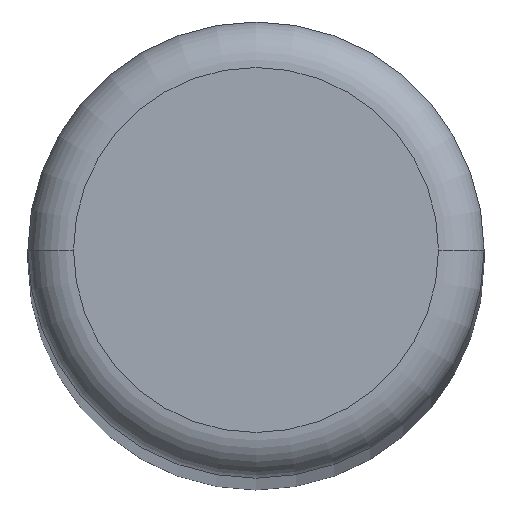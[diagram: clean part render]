
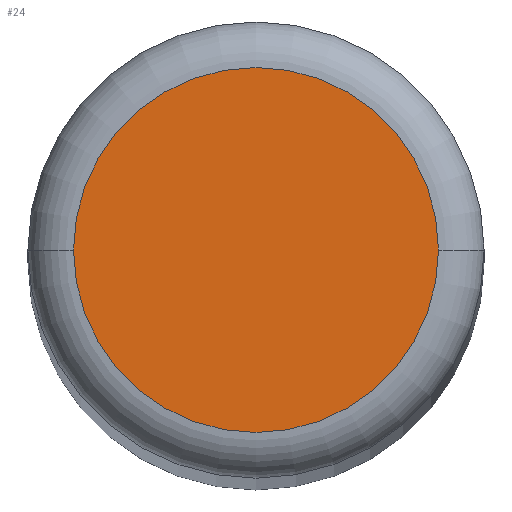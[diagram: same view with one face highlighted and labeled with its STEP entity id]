
A CAD part, top view. The second image highlights one B-rep face of the part: STEP entity #24.
In plain terms, the highlighted planar face has unit normal (0, 0, 1).
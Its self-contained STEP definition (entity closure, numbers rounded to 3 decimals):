
#9 = ORIENTED_EDGE ( 'NONE', *, *, #106, .T. ) ;
#11 = CARTESIAN_POINT ( 'NONE',  ( 0., 0., 30. ) ) ;
#12 = DIRECTION ( 'NONE',  ( 1., 0., 0. ) ) ;
#22 = VERTEX_POINT ( 'NONE', #252 ) ;
#23 = ORIENTED_EDGE ( 'NONE', *, *, #78, .T. ) ;
#24 = ADVANCED_FACE ( 'NONE', ( #262 ), #185, .T. ) ;
#28 = VERTEX_POINT ( 'NONE', #119 ) ;
#35 = EDGE_LOOP ( 'NONE', ( #9, #23 ) ) ;
#51 = AXIS2_PLACEMENT_3D ( 'NONE', #169, #118, #12 ) ;
#78 = EDGE_CURVE ( 'NONE', #22, #28, #162, .T. ) ;
#97 = CARTESIAN_POINT ( 'NONE',  ( 0., 0., 30. ) ) ;
#101 = DIRECTION ( 'NONE',  ( 1., 0., 0. ) ) ;
#106 = EDGE_CURVE ( 'NONE', #28, #22, #231, .T. ) ;
#118 = DIRECTION ( 'NONE',  ( 0., 0., 1. ) ) ;
#119 = CARTESIAN_POINT ( 'NONE',  ( 0.8, 0., 30. ) ) ;
#153 = AXIS2_PLACEMENT_3D ( 'NONE', #97, #255, #273 ) ;
#162 = CIRCLE ( 'NONE', #200, 0.8 ) ;
#169 = CARTESIAN_POINT ( 'NONE',  ( 0., 0., 30. ) ) ;
#185 = PLANE ( 'NONE',  #51 ) ;
#200 = AXIS2_PLACEMENT_3D ( 'NONE', #11, #269, #101 ) ;
#231 = CIRCLE ( 'NONE', #153, 0.8 ) ;
#252 = CARTESIAN_POINT ( 'NONE',  ( -0.8, 0., 30. ) ) ;
#255 = DIRECTION ( 'NONE',  ( 0., 0., 1. ) ) ;
#262 = FACE_OUTER_BOUND ( 'NONE', #35, .T. ) ;
#269 = DIRECTION ( 'NONE',  ( 0., 0., 1. ) ) ;
#273 = DIRECTION ( 'NONE',  ( 1., 0., 0. ) ) ;
